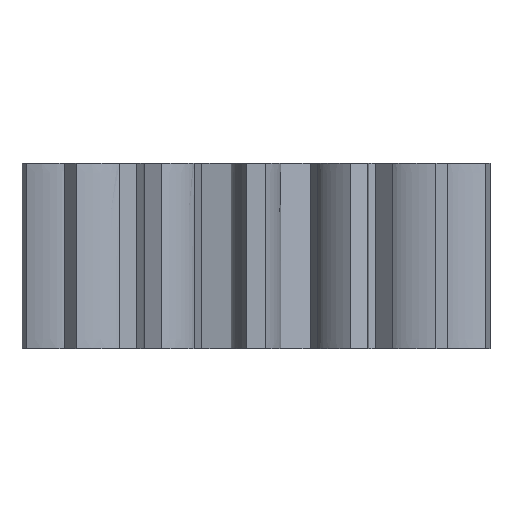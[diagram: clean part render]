
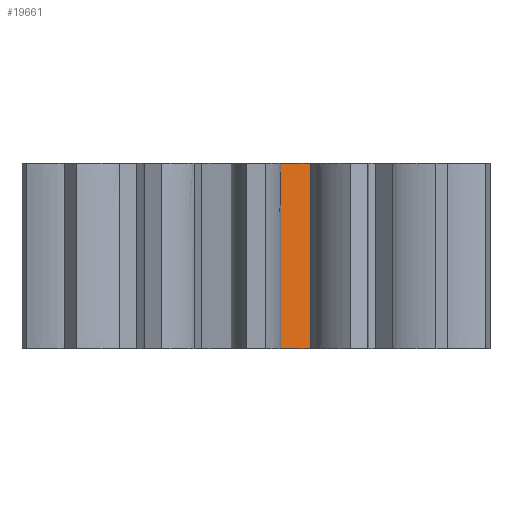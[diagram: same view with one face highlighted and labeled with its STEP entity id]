
A CAD part, left-side view. The second image highlights one B-rep face of the part: STEP entity #19661.
In plain terms, the highlighted face is a extrusion surface.
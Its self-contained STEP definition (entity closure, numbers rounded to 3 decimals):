
#93 = PLANE('',#94);
#94 = AXIS2_PLACEMENT_3D('',#95,#96,#97);
#95 = CARTESIAN_POINT('',(0.,0.,6.25)
  );
#96 = DIRECTION('',(0.,0.,1.));
#97 = DIRECTION('',(1.,0.,0.));
#168 = PLANE('',#169);
#169 = AXIS2_PLACEMENT_3D('',#170,#171,#172);
#170 = CARTESIAN_POINT('',(0.,0.,0.));
#171 = DIRECTION('',(0.,0.,1.));
#172 = DIRECTION('',(1.,0.,0.));
#2463 = VERTEX_POINT('',#2464);
#2464 = CARTESIAN_POINT('',(-5.704,-0.729,0.));
#2476 = SURFACE_OF_LINEAR_EXTRUSION('',#2477,#2480);
#2477 = B_SPLINE_CURVE_WITH_KNOTS('',1,(#2478,#2479),.UNSPECIFIED.,.F.,
  .F.,(2,2),(0.,0.828),.PIECEWISE_BEZIER_KNOTS.);
#2478 = CARTESIAN_POINT('',(-6.525,-0.834,0.));
#2479 = CARTESIAN_POINT('',(-5.704,-0.729,0.));
#2480 = VECTOR('',#2481,1.);
#2481 = DIRECTION('',(-0.,-0.,-1.));
#2489 = EDGE_CURVE('',#2463,#2490,#2492,.T.);
#2490 = VERTEX_POINT('',#2491);
#2491 = CARTESIAN_POINT('',(-5.455,-1.818,0.));
#2492 = SURFACE_CURVE('',#2493,(#2496,#2502),.PCURVE_S1.);
#2493 = B_SPLINE_CURVE_WITH_KNOTS('',1,(#2494,#2495),.UNSPECIFIED.,.F.,
  .F.,(2,2),(0.,1.117),.PIECEWISE_BEZIER_KNOTS.);
#2494 = CARTESIAN_POINT('',(-5.704,-0.729,0.));
#2495 = CARTESIAN_POINT('',(-5.455,-1.818,0.));
#2496 = PCURVE('',#168,#2497);
#2497 = DEFINITIONAL_REPRESENTATION('',(#2498),#2501);
#2498 = B_SPLINE_CURVE_WITH_KNOTS('',1,(#2499,#2500),.UNSPECIFIED.,.F.,
  .F.,(2,2),(0.,1.117),.PIECEWISE_BEZIER_KNOTS.);
#2499 = CARTESIAN_POINT('',(-5.704,-0.729));
#2500 = CARTESIAN_POINT('',(-5.455,-1.818));
#2501 = ( GEOMETRIC_REPRESENTATION_CONTEXT(2) 
PARAMETRIC_REPRESENTATION_CONTEXT() REPRESENTATION_CONTEXT('2D SPACE',''
  ) );
#2502 = PCURVE('',#2503,#2509);
#2503 = SURFACE_OF_LINEAR_EXTRUSION('',#2504,#2507);
#2504 = B_SPLINE_CURVE_WITH_KNOTS('',1,(#2505,#2506),.UNSPECIFIED.,.F.,
  .F.,(2,2),(0.,1.117),.PIECEWISE_BEZIER_KNOTS.);
#2505 = CARTESIAN_POINT('',(-5.704,-0.729,0.));
#2506 = CARTESIAN_POINT('',(-5.455,-1.818,0.));
#2507 = VECTOR('',#2508,1.);
#2508 = DIRECTION('',(-0.,-0.,-1.));
#2509 = DEFINITIONAL_REPRESENTATION('',(#2510),#2514);
#2510 = LINE('',#2511,#2512);
#2511 = CARTESIAN_POINT('',(0.,0.));
#2512 = VECTOR('',#2513,1.);
#2513 = DIRECTION('',(1.,0.));
#2514 = ( GEOMETRIC_REPRESENTATION_CONTEXT(2) 
PARAMETRIC_REPRESENTATION_CONTEXT() REPRESENTATION_CONTEXT('2D SPACE',''
  ) );
#2530 = SURFACE_OF_LINEAR_EXTRUSION('',#2531,#2534);
#2531 = B_SPLINE_CURVE_WITH_KNOTS('',1,(#2532,#2533),.UNSPECIFIED.,.F.,
  .F.,(2,2),(0.,0.828),.PIECEWISE_BEZIER_KNOTS.);
#2532 = CARTESIAN_POINT('',(-5.455,-1.818,0.));
#2533 = CARTESIAN_POINT('',(-6.24,-2.08,0.));
#2534 = VECTOR('',#2535,1.);
#2535 = DIRECTION('',(-0.,-0.,-1.));
#5713 = VERTEX_POINT('',#5714);
#5714 = CARTESIAN_POINT('',(-5.704,-0.729,6.25));
#5733 = EDGE_CURVE('',#5713,#5734,#5736,.T.);
#5734 = VERTEX_POINT('',#5735);
#5735 = CARTESIAN_POINT('',(-5.455,-1.818,6.25));
#5736 = SURFACE_CURVE('',#5737,(#5740,#5746),.PCURVE_S1.);
#5737 = B_SPLINE_CURVE_WITH_KNOTS('',1,(#5738,#5739),.UNSPECIFIED.,.F.,
  .F.,(2,2),(0.,1.117),.PIECEWISE_BEZIER_KNOTS.);
#5738 = CARTESIAN_POINT('',(-5.704,-0.729,6.25));
#5739 = CARTESIAN_POINT('',(-5.455,-1.818,6.25));
#5740 = PCURVE('',#93,#5741);
#5741 = DEFINITIONAL_REPRESENTATION('',(#5742),#5745);
#5742 = B_SPLINE_CURVE_WITH_KNOTS('',1,(#5743,#5744),.UNSPECIFIED.,.F.,
  .F.,(2,2),(0.,1.117),.PIECEWISE_BEZIER_KNOTS.);
#5743 = CARTESIAN_POINT('',(-5.704,-0.729));
#5744 = CARTESIAN_POINT('',(-5.455,-1.818));
#5745 = ( GEOMETRIC_REPRESENTATION_CONTEXT(2) 
PARAMETRIC_REPRESENTATION_CONTEXT() REPRESENTATION_CONTEXT('2D SPACE',''
  ) );
#5746 = PCURVE('',#2503,#5747);
#5747 = DEFINITIONAL_REPRESENTATION('',(#5748),#5752);
#5748 = LINE('',#5749,#5750);
#5749 = CARTESIAN_POINT('',(0.,-6.25));
#5750 = VECTOR('',#5751,1.);
#5751 = DIRECTION('',(1.,0.));
#5752 = ( GEOMETRIC_REPRESENTATION_CONTEXT(2) 
PARAMETRIC_REPRESENTATION_CONTEXT() REPRESENTATION_CONTEXT('2D SPACE',''
  ) );
#19611 = EDGE_CURVE('',#2490,#5734,#19612,.T.);
#19612 = SURFACE_CURVE('',#19613,(#19617,#19624),.PCURVE_S1.);
#19613 = LINE('',#19614,#19615);
#19614 = CARTESIAN_POINT('',(-5.455,-1.818,0.));
#19615 = VECTOR('',#19616,1.);
#19616 = DIRECTION('',(0.,0.,1.));
#19617 = PCURVE('',#2530,#19618);
#19618 = DEFINITIONAL_REPRESENTATION('',(#19619),#19623);
#19619 = LINE('',#19620,#19621);
#19620 = CARTESIAN_POINT('',(0.,0.));
#19621 = VECTOR('',#19622,1.);
#19622 = DIRECTION('',(0.,-1.));
#19623 = ( GEOMETRIC_REPRESENTATION_CONTEXT(2) 
PARAMETRIC_REPRESENTATION_CONTEXT() REPRESENTATION_CONTEXT('2D SPACE',''
  ) );
#19624 = PCURVE('',#2503,#19625);
#19625 = DEFINITIONAL_REPRESENTATION('',(#19626),#19630);
#19626 = LINE('',#19627,#19628);
#19627 = CARTESIAN_POINT('',(1.117,0.));
#19628 = VECTOR('',#19629,1.);
#19629 = DIRECTION('',(0.,-1.));
#19630 = ( GEOMETRIC_REPRESENTATION_CONTEXT(2) 
PARAMETRIC_REPRESENTATION_CONTEXT() REPRESENTATION_CONTEXT('2D SPACE',''
  ) );
#19661 = ADVANCED_FACE('',(#19662),#2503,.F.);
#19662 = FACE_BOUND('',#19663,.F.);
#19663 = EDGE_LOOP('',(#19664,#19685,#19686,#19687));
#19664 = ORIENTED_EDGE('',*,*,#19665,.T.);
#19665 = EDGE_CURVE('',#2463,#5713,#19666,.T.);
#19666 = SURFACE_CURVE('',#19667,(#19671,#19678),.PCURVE_S1.);
#19667 = LINE('',#19668,#19669);
#19668 = CARTESIAN_POINT('',(-5.704,-0.729,0.));
#19669 = VECTOR('',#19670,1.);
#19670 = DIRECTION('',(0.,0.,1.));
#19671 = PCURVE('',#2503,#19672);
#19672 = DEFINITIONAL_REPRESENTATION('',(#19673),#19677);
#19673 = LINE('',#19674,#19675);
#19674 = CARTESIAN_POINT('',(0.,0.));
#19675 = VECTOR('',#19676,1.);
#19676 = DIRECTION('',(0.,-1.));
#19677 = ( GEOMETRIC_REPRESENTATION_CONTEXT(2) 
PARAMETRIC_REPRESENTATION_CONTEXT() REPRESENTATION_CONTEXT('2D SPACE',''
  ) );
#19678 = PCURVE('',#2476,#19679);
#19679 = DEFINITIONAL_REPRESENTATION('',(#19680),#19684);
#19680 = LINE('',#19681,#19682);
#19681 = CARTESIAN_POINT('',(0.828,0.));
#19682 = VECTOR('',#19683,1.);
#19683 = DIRECTION('',(0.,-1.));
#19684 = ( GEOMETRIC_REPRESENTATION_CONTEXT(2) 
PARAMETRIC_REPRESENTATION_CONTEXT() REPRESENTATION_CONTEXT('2D SPACE',''
  ) );
#19685 = ORIENTED_EDGE('',*,*,#5733,.T.);
#19686 = ORIENTED_EDGE('',*,*,#19611,.F.);
#19687 = ORIENTED_EDGE('',*,*,#2489,.F.);
